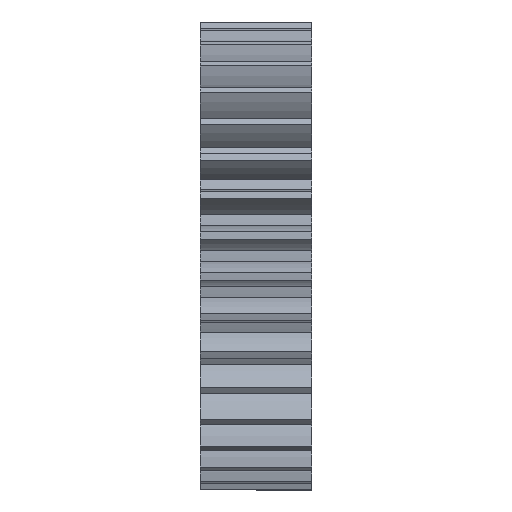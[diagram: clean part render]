
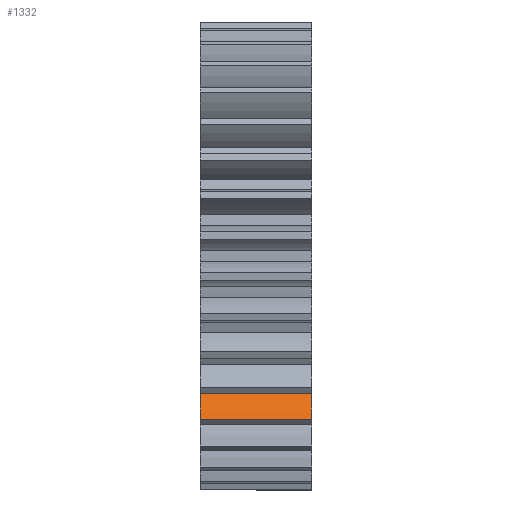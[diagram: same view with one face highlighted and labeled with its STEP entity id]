
A CAD part, front view. The second image highlights one B-rep face of the part: STEP entity #1332.
In plain terms, the highlighted cylindrical face has radius 7.62 mm (diameter 15.24 mm), a partial arc.
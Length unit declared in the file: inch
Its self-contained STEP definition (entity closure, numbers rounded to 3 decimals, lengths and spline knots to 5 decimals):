
#15 = DIRECTION ( 'NONE',  ( 1., 0., 0. ) ) ;
#202 = ORIENTED_EDGE ( 'NONE', *, *, #1323, .T. ) ;
#411 = CIRCLE ( 'NONE', #5334, 0.3 ) ;
#667 = CARTESIAN_POINT ( 'NONE',  ( 0.375, -0.28371, -0.64514 ) ) ;
#720 = DIRECTION ( 'NONE',  ( 1., 0., 0. ) ) ;
#879 = CARTESIAN_POINT ( 'NONE',  ( 0., -0.56853, -0.55092 ) ) ;
#1065 = DIRECTION ( 'NONE',  ( -1., 0., 0. ) ) ;
#1076 = CARTESIAN_POINT ( 'NONE',  ( 0.1875, -0.56853, -0.55092 ) ) ;
#1236 = CARTESIAN_POINT ( 'NONE',  ( 0., -0.5222, -0.46315 ) ) ;
#1309 = EDGE_CURVE ( 'NONE', #2904, #2269, #1921, .T. ) ;
#1323 = EDGE_CURVE ( 'NONE', #2269, #2744, #411, .T. ) ;
#1332 = ADVANCED_FACE ( 'NONE', ( #2712 ), #2736, .T. ) ;
#1423 = CARTESIAN_POINT ( 'NONE',  ( 0.375, -0.28371, -0.64514 ) ) ;
#1489 = VERTEX_POINT ( 'NONE', #1236 ) ;
#1921 = LINE ( 'NONE', #1076, #2144 ) ;
#2144 = VECTOR ( 'NONE', #720, 39.37008 ) ;
#2159 = VECTOR ( 'NONE', #1065, 39.37008 ) ;
#2269 = VERTEX_POINT ( 'NONE', #5199 ) ;
#2347 = AXIS2_PLACEMENT_3D ( 'NONE', #5312, #15, #3659 ) ;
#2712 = FACE_OUTER_BOUND ( 'NONE', #4762, .T. ) ;
#2736 = CYLINDRICAL_SURFACE ( 'NONE', #4468, 0.3 ) ;
#2744 = VERTEX_POINT ( 'NONE', #3312 ) ;
#2904 = VERTEX_POINT ( 'NONE', #879 ) ;
#3171 = LINE ( 'NONE', #4388, #2159 ) ;
#3181 = DIRECTION ( 'NONE',  ( -1., 0., 0. ) ) ;
#3252 = EDGE_CURVE ( 'NONE', #1489, #2904, #4657, .T. ) ;
#3312 = CARTESIAN_POINT ( 'NONE',  ( 0.375, -0.5222, -0.46315 ) ) ;
#3516 = EDGE_CURVE ( 'NONE', #2744, #1489, #3171, .T. ) ;
#3659 = DIRECTION ( 'NONE',  ( 0., 0., -1. ) ) ;
#3768 = ORIENTED_EDGE ( 'NONE', *, *, #1309, .T. ) ;
#4012 = DIRECTION ( 'NONE',  ( 0., -0.643, 0.766 ) ) ;
#4388 = CARTESIAN_POINT ( 'NONE',  ( 0.375, -0.5222, -0.46315 ) ) ;
#4468 = AXIS2_PLACEMENT_3D ( 'NONE', #1423, #3181, #5189 ) ;
#4657 = CIRCLE ( 'NONE', #2347, 0.3 ) ;
#4762 = EDGE_LOOP ( 'NONE', ( #3768, #202, #4784, #5040 ) ) ;
#4773 = DIRECTION ( 'NONE',  ( -1., 0., 0. ) ) ;
#4784 = ORIENTED_EDGE ( 'NONE', *, *, #3516, .T. ) ;
#5040 = ORIENTED_EDGE ( 'NONE', *, *, #3252, .T. ) ;
#5189 = DIRECTION ( 'NONE',  ( 0., 0., 1. ) ) ;
#5199 = CARTESIAN_POINT ( 'NONE',  ( 0.375, -0.56853, -0.55092 ) ) ;
#5312 = CARTESIAN_POINT ( 'NONE',  ( 0., -0.28371, -0.64514 ) ) ;
#5334 = AXIS2_PLACEMENT_3D ( 'NONE', #667, #4773, #4012 ) ;
